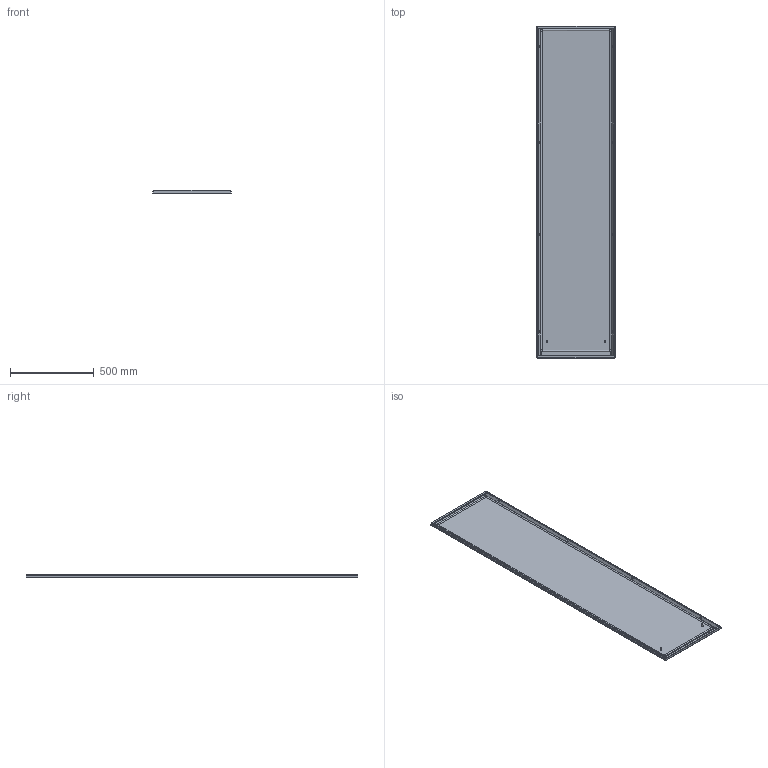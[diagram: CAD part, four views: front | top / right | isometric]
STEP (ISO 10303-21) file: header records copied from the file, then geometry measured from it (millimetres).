
FILE_DESCRIPTION (( 'STEP AP203' ), '1' );
FILE_NAME ('EUFI050200.STEP', '2015-05-04T07:43:39', ( 'Admin' ), ( '' ), 'SwSTEP 2.0', 'SolidWorks 2014', '' );
FILE_SCHEMA (( 'CONFIG_CONTROL_DESIGN' ));
Length unit declared in the file: millimetre
Products named in the file (1): EUFI050200
Bounding box: 468 x 1978 x 19 mm (x, y, z)
Volume: 1305313.8 mm3; surface area: 2274184.5 mm2
Topology: 1 solids, 1 shells, 253 faces, 682 edges, 412 vertices
Faces by surface type: plane 79, cylinder 74, cone 48, torus 40, sphere 12
Entity records: 8027 total; most frequent: DIRECTION 1476, CARTESIAN_POINT 1397, ORIENTED_EDGE 1340, EDGE_CURVE 670, AXIS2_PLACEMENT_3D 565, VERTEX_POINT 412, LINE 346, VECTOR 346
